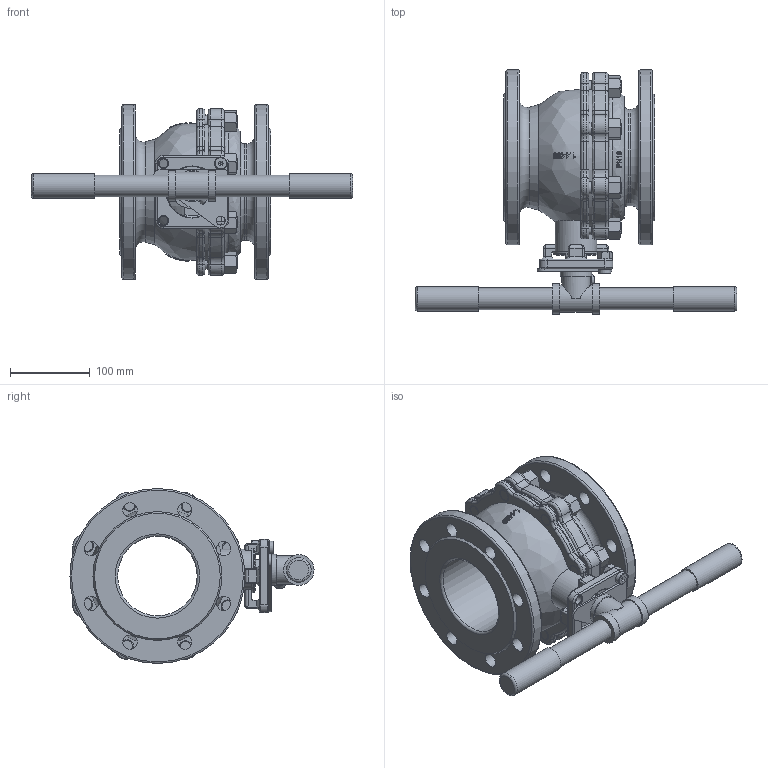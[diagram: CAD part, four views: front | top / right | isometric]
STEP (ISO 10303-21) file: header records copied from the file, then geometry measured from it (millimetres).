
FILE_DESCRIPTION(/* description */ ('Unknown'),/* implementation_level */ '2;1');
FILE_NAME(/* name */ '920_921_930-12',/* time_stamp */ '2020-11-02T09:44:33+01:00',/* author */ ('Unknown'),/* organization */ ('Unknown'),/* preprocessor_version */ 'ST-DEVELOPER v16.7',/* originating_system */ 'Solid Edge',/* authorisation */ 'Unknown');
FILE_SCHEMA (('AUTOMOTIVE_DESIGN {1 0 10303 214 3 1 1}'));
Products named in the file (2): 920_921_930-12; 920_921_931-12
Assembly tree (1 placements, depth 2):
  920_921_930-12
    920_921_931-12
Bounding box: 404 x 307 x 220 mm (x, y, z)
Volume: 3452606 mm3; surface area: 530405.2 mm2
Topology: 27 solids, 27 shells, 994 faces, 2545 edges, 1620 vertices
Faces by surface type: bspline 289, plane 249, cylinder 187, cone 175, torus 94
Full cylindrical faces by diameter (mm): 8 x1, 8.376 x1, 10 x2, 11 x5, 13.835 x8, 14.4 x1, 16 x32, 18 x16, 23.2 x1, 27 x2, 27.2 x2, 29.36 x2, 31 x2, 34.4 x1, 36 x1, 38.4 x2, 39.2 x1, 52.6 x1, 57 x2, 64 x1, 100 x1, 220 x2
Entity records: 124846 total; most frequent: CARTESIAN_POINT 103952, ORIENTED_EDGE 4476, DIRECTION 3491, EDGE_CURVE 2238, VERTEX_POINT 1524, AXIS2_PLACEMENT_3D 1453, EDGE_LOOP 1334, FACE_BOUND 1334
